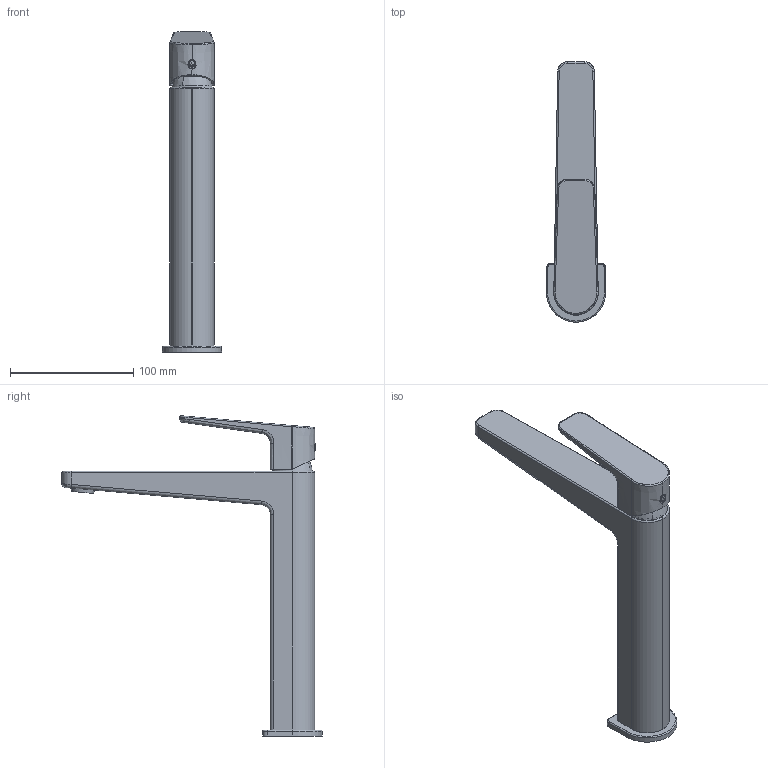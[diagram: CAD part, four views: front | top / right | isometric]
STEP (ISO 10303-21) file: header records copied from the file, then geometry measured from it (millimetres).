
FILE_DESCRIPTION(('CATIA V5 STEP Exchange','CAx-IF Rec.Pracs.--- Model Styling and Organization---1.5--- 2016-08-15','CAx-IF Rec.Pracs.---Supplemental Geometry---1.0---2011-11-01','CAx-IF Rec.Pracs.--- Composite Materials ---3.4---2017-06-13','CAx-IF Rec.Pracs.---Tessellated 3D Geometry---1.0---2015-12-17'),'2;1');
FILE_NAME('RK003544.stp','2023-05-25T11:58:11+00:00',('none'),('none'),'CATIA Version 5-6 Release 2020 SP2','CATIA V5 STEP AP242 v2','none');
FILE_SCHEMA(('AP242_MANAGED_MODEL_BASED_3D_ENGINEERING_MIM_LF {1 0 10303 442 1 1 4}'));
Length unit declared in the file: millimetre
Products named in the file (1): RK003544
Bounding box: 48 x 211 x 259.99 mm (x, y, z)
Volume: 10593.4 mm3; surface area: 62091 mm2
Topology: 4 solids, 77 shells, 230 faces, 772 edges, 634 vertices
Faces by surface type: cylinder 78, plane 71, bspline 39, torus 18, cone 18, revolution 4, sphere 2
Entity records: 12467 total; most frequent: CARTESIAN_POINT 6507, ORIENTED_EDGE 1149, DIRECTION 830, EDGE_CURVE 770, VERTEX_POINT 634, AXIS2_PLACEMENT_3D 392, VECTOR 283, LINE 283
